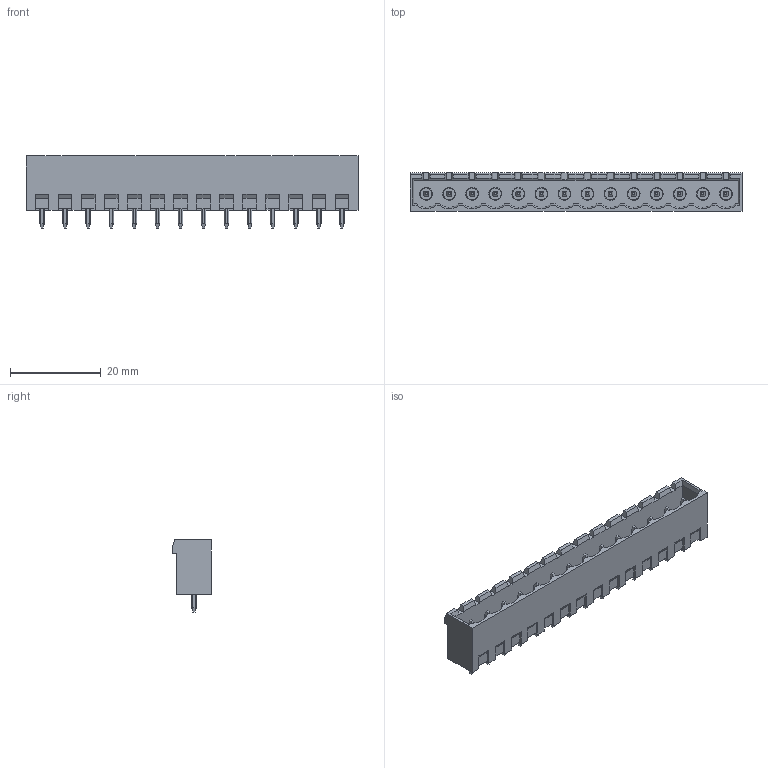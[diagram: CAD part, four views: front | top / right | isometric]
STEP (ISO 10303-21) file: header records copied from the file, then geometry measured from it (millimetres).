
FILE_DESCRIPTION(('STEP AP214'),'1');
FILE_NAME('cctmp_200AF4AB-E245-4411-9369-6311E7488127_2023_02_03_15_25_10_0028_10272..stp','2023-02-03T15:25:10',('PHOENIX CONTACT Deutschland GmbH'),('CADClick - www.CADClick.com'),'Spatial InterOp 3D',' ','unknown authorization');
FILE_SCHEMA(('AUTOMOTIVE_DESIGN'));
Length unit declared in the file: millimetre
Products named in the file (16): 2023_02_03_15_25_09_0317; 2023_02_03_15_25_10_0028; 2023_02_03_15_25_10_0012; 2023_02_03_15_25_09_0996; 2023_02_03_15_25_09_0981; 2023_02_03_15_25_09_0965; 2023_02_03_15_25_09_0950; 2023_02_03_15_25_09_0934; 2023_02_03_15_25_09_0918; 2023_02_03_15_25_09_0903; 2023_02_03_15_25_09_0887; 2023_02_03_15_25_09_0870; 2023_02_03_15_25_09_0865; 2023_02_03_15_25_09_0849; 2023_02_03_15_25_09_0833; 2023_02_03_15_25_09_0786
Assembly tree (15 placements, depth 2):
  2023_02_03_15_25_09_0317
    2023_02_03_15_25_10_0028
    2023_02_03_15_25_10_0012
    2023_02_03_15_25_09_0996
    2023_02_03_15_25_09_0981
    2023_02_03_15_25_09_0965
    2023_02_03_15_25_09_0950
    2023_02_03_15_25_09_0934
    2023_02_03_15_25_09_0918
    2023_02_03_15_25_09_0903
    2023_02_03_15_25_09_0887
    2023_02_03_15_25_09_0870
    2023_02_03_15_25_09_0865
    2023_02_03_15_25_09_0849
    2023_02_03_15_25_09_0833
    2023_02_03_15_25_09_0786
Bounding box: 73.12 x 8.57 x 15.9 mm (x, y, z)
Volume: 3420.9 mm3; surface area: 5572.8 mm2
Topology: 15 solids, 15 shells, 1101 faces, 3111 edges, 2082 vertices
Faces by surface type: plane 741, cylinder 290, cone 56, sphere 14
Entity records: 75079 total; most frequent: CARTESIAN_POINT 14284, ORIENTED_EDGE 6222, STYLED_ITEM 5737, PRESENTATION_STYLE_ASSIGNMENT 5737, COLOUR_RGB 5737, DIRECTION 5491, EDGE_CURVE 3111, CURVE_STYLE 2923
